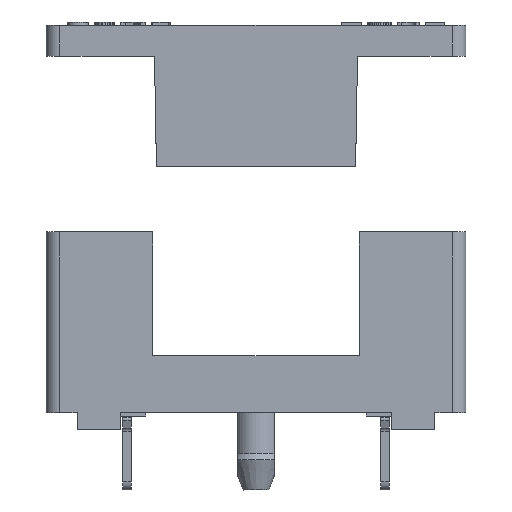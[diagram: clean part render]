
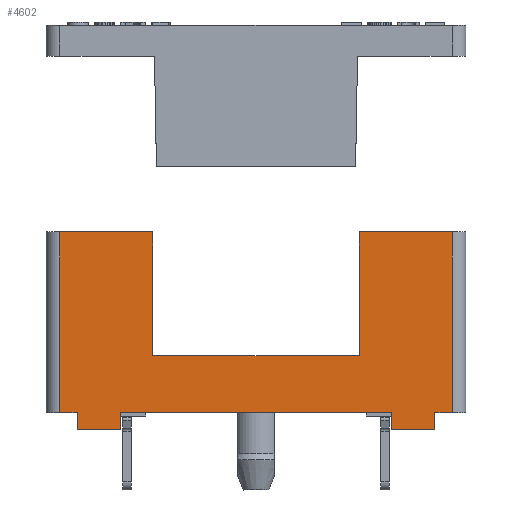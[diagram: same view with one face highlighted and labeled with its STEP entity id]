
A CAD part, front view. The second image highlights one B-rep face of the part: STEP entity #4602.
In plain terms, the highlighted planar face has unit normal (0, -1, 0).
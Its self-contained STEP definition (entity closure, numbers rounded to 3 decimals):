
#1859 = EDGE_CURVE( '', #5629, #5630, #5631, .T. );
#1861 = EDGE_CURVE( '', #5633, #5634, #5635, .T. );
#2181 = EDGE_CURVE( '', #5634, #6157, #6158, .T. );
#2359 = EDGE_CURVE( '', #6428, #6429, #6430, .T. );
#2780 = EDGE_CURVE( '', #5630, #7031, #7032, .T. );
#3162 = EDGE_CURVE( '', #5483, #7560, #7561, .T. );
#3209 = EDGE_CURVE( '', #5633, #7565, #7624, .T. );
#3366 = EDGE_CURVE( '', #6428, #7031, #7832, .T. );
#3491 = EDGE_CURVE( '', #7867, #7884, #7989, .T. );
#3751 = EDGE_CURVE( '', #6429, #8316, #8317, .T. );
#3868 = EDGE_CURVE( '', #6124, #7560, #8456, .T. );
#3960 = EDGE_CURVE( '', #7867, #5629, #8565, .T. );
#4345 = EDGE_CURVE( '', #6124, #7565, #9020, .T. );
#4398 = EDGE_CURVE( '', #6157, #7884, #9080, .T. );
#4602 = ADVANCED_FACE( '', ( #9324 ), #9325, .T. );
#4629 = EDGE_CURVE( '', #8316, #6802, #9355, .T. );
#5150 = EDGE_CURVE( '', #6802, #5483, #9940, .T. );
#5483 = VERTEX_POINT( '', #10388 );
#5629 = VERTEX_POINT( '', #10600 );
#5630 = VERTEX_POINT( '', #10601 );
#5631 = LINE( '', #10602, #10603 );
#5633 = VERTEX_POINT( '', #10606 );
#5634 = VERTEX_POINT( '', #10607 );
#5635 = LINE( '', #10608, #10609 );
#6124 = VERTEX_POINT( '', #11343 );
#6157 = VERTEX_POINT( '', #11390 );
#6158 = LINE( '', #11391, #11392 );
#6428 = VERTEX_POINT( '', #11836 );
#6429 = VERTEX_POINT( '', #11837 );
#6430 = LINE( '', #11838, #11839 );
#6802 = VERTEX_POINT( '', #12388 );
#7031 = VERTEX_POINT( '', #12727 );
#7032 = LINE( '', #12728, #12729 );
#7560 = VERTEX_POINT( '', #13572 );
#7561 = LINE( '', #13573, #13574 );
#7565 = VERTEX_POINT( '', #13581 );
#7624 = LINE( '', #13819, #13820 );
#7832 = LINE( '', #14146, #14147 );
#7867 = VERTEX_POINT( '', #14198 );
#7884 = VERTEX_POINT( '', #14229 );
#7989 = LINE( '', #14422, #14423 );
#8316 = VERTEX_POINT( '', #14965 );
#8317 = LINE( '', #14966, #14967 );
#8456 = LINE( '', #15197, #15198 );
#8565 = LINE( '', #15372, #15373 );
#9020 = LINE( '', #16098, #16099 );
#9080 = LINE( '', #16201, #16202 );
#9324 = FACE_OUTER_BOUND( '', #16647, .T. );
#9325 = PLANE( '', #16648 );
#9355 = LINE( '', #16702, #16703 );
#9940 = LINE( '', #17934, #17935 );
#10388 = CARTESIAN_POINT( '', ( -11.4, 0., 10. ) );
#10600 = CARTESIAN_POINT( '', ( 7.9, 0., -1.5 ) );
#10601 = CARTESIAN_POINT( '', ( 7.9, 0., -0.5 ) );
#10602 = CARTESIAN_POINT( '', ( 7.9, 0., -1.5 ) );
#10603 = VECTOR( '', #18398, 1000. );
#10606 = CARTESIAN_POINT( '', ( 6., 0., 10. ) );
#10607 = CARTESIAN_POINT( '', ( 11.4, 0., 10. ) );
#10608 = CARTESIAN_POINT( '', ( 6., 0., 10. ) );
#10609 = VECTOR( '', #18399, 1000. );
#11343 = CARTESIAN_POINT( '', ( -6., 0., 2.8 ) );
#11390 = CARTESIAN_POINT( '', ( 11.4, 0., -0.5 ) );
#11391 = CARTESIAN_POINT( '', ( 11.4, 0., 10. ) );
#11392 = VECTOR( '', #18806, 1000. );
#11836 = CARTESIAN_POINT( '', ( -7.9, 0., -1.5 ) );
#11837 = CARTESIAN_POINT( '', ( -10.4, 0., -1.5 ) );
#11838 = CARTESIAN_POINT( '', ( -7.9, 0., -1.5 ) );
#11839 = VECTOR( '', #19082, 1000. );
#12388 = CARTESIAN_POINT( '', ( -11.4, 0., -0.5 ) );
#12727 = CARTESIAN_POINT( '', ( -7.9, 0., -0.5 ) );
#12728 = CARTESIAN_POINT( '', ( 7.9, 0., -0.5 ) );
#12729 = VECTOR( '', #19734, 1000. );
#13572 = CARTESIAN_POINT( '', ( -6., 0., 10. ) );
#13573 = CARTESIAN_POINT( '', ( -11.4, 0., 10. ) );
#13574 = VECTOR( '', #20206, 1000. );
#13581 = CARTESIAN_POINT( '', ( 6., 0., 2.8 ) );
#13819 = CARTESIAN_POINT( '', ( 6., 0., 10. ) );
#13820 = VECTOR( '', #20250, 1000. );
#14146 = CARTESIAN_POINT( '', ( -7.9, 0., -1.5 ) );
#14147 = VECTOR( '', #20448, 1000. );
#14198 = CARTESIAN_POINT( '', ( 10.4, 0., -1.5 ) );
#14229 = CARTESIAN_POINT( '', ( 10.4, 0., -0.5 ) );
#14422 = CARTESIAN_POINT( '', ( 10.4, 0., -1.5 ) );
#14423 = VECTOR( '', #20578, 1000. );
#14965 = CARTESIAN_POINT( '', ( -10.4, 0., -0.5 ) );
#14966 = CARTESIAN_POINT( '', ( -10.4, 0., -1.5 ) );
#14967 = VECTOR( '', #20958, 1000. );
#15197 = CARTESIAN_POINT( '', ( -6., 0., 2.8 ) );
#15198 = VECTOR( '', #21102, 1000. );
#15372 = CARTESIAN_POINT( '', ( 10.4, 0., -1.5 ) );
#15373 = VECTOR( '', #21238, 1000. );
#16098 = CARTESIAN_POINT( '', ( -6., 0., 2.8 ) );
#16099 = VECTOR( '', #21906, 1000. );
#16201 = CARTESIAN_POINT( '', ( 11.4, 0., -0.5 ) );
#16202 = VECTOR( '', #21965, 1000. );
#16647 = EDGE_LOOP( '', ( #22483, #22484, #22485, #22486, #22487, #22488, #22489, #22490, #22491, #22492, #22493, #22494, #22495, #22496, #22497, #22498 ) );
#16648 = AXIS2_PLACEMENT_3D( '', #22499, #22500, #22501 );
#16702 = CARTESIAN_POINT( '', ( -10.4, 0., -0.5 ) );
#16703 = VECTOR( '', #22521, 1000. );
#17934 = CARTESIAN_POINT( '', ( -11.4, 0., -0.5 ) );
#17935 = VECTOR( '', #23268, 1000. );
#18398 = DIRECTION( '', ( 0., 0., 1. ) );
#18399 = DIRECTION( '', ( 1., 0., 0. ) );
#18806 = DIRECTION( '', ( 0., 0., -1. ) );
#19082 = DIRECTION( '', ( -1., 0., 0. ) );
#19734 = DIRECTION( '', ( -1., 0., 0. ) );
#20206 = DIRECTION( '', ( 1., 0., 0. ) );
#20250 = DIRECTION( '', ( 0., 0., -1. ) );
#20448 = DIRECTION( '', ( 0., 0., 1. ) );
#20578 = DIRECTION( '', ( 0., 0., 1. ) );
#20958 = DIRECTION( '', ( 0., 0., 1. ) );
#21102 = DIRECTION( '', ( 0., 0., 1. ) );
#21238 = DIRECTION( '', ( -1., 0., 0. ) );
#21906 = DIRECTION( '', ( 1., 0., 0. ) );
#21965 = DIRECTION( '', ( -1., 0., 0. ) );
#22483 = ORIENTED_EDGE( '', *, *, #2780, .F. );
#22484 = ORIENTED_EDGE( '', *, *, #1859, .F. );
#22485 = ORIENTED_EDGE( '', *, *, #3960, .F. );
#22486 = ORIENTED_EDGE( '', *, *, #3491, .T. );
#22487 = ORIENTED_EDGE( '', *, *, #4398, .F. );
#22488 = ORIENTED_EDGE( '', *, *, #2181, .F. );
#22489 = ORIENTED_EDGE( '', *, *, #1861, .F. );
#22490 = ORIENTED_EDGE( '', *, *, #3209, .T. );
#22491 = ORIENTED_EDGE( '', *, *, #4345, .F. );
#22492 = ORIENTED_EDGE( '', *, *, #3868, .T. );
#22493 = ORIENTED_EDGE( '', *, *, #3162, .F. );
#22494 = ORIENTED_EDGE( '', *, *, #5150, .F. );
#22495 = ORIENTED_EDGE( '', *, *, #4629, .F. );
#22496 = ORIENTED_EDGE( '', *, *, #3751, .F. );
#22497 = ORIENTED_EDGE( '', *, *, #2359, .F. );
#22498 = ORIENTED_EDGE( '', *, *, #3366, .T. );
#22499 = CARTESIAN_POINT( '', ( 11.97, 0., 10.288 ) );
#22500 = DIRECTION( '', ( 0., -1., 0. ) );
#22501 = DIRECTION( '', ( -1., 0., 0. ) );
#22521 = DIRECTION( '', ( -1., 0., 0. ) );
#23268 = DIRECTION( '', ( 0., 0., 1. ) );
